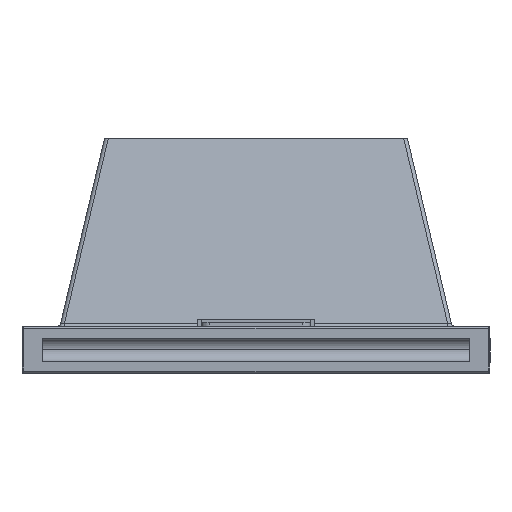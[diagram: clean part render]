
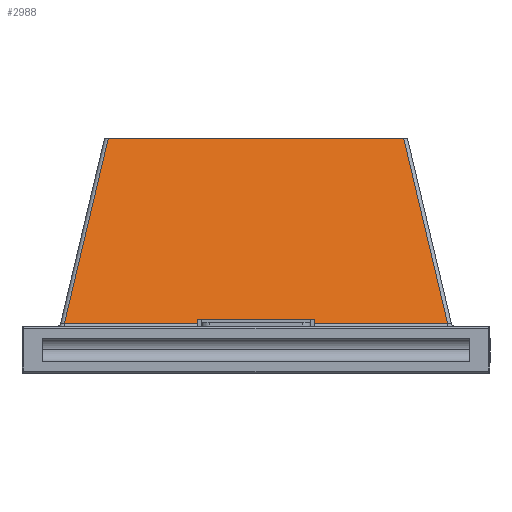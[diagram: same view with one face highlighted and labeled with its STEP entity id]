
A CAD part, top view. The second image highlights one B-rep face of the part: STEP entity #2988.
In plain terms, the highlighted planar face has unit normal (0, 0.231, 0.973).
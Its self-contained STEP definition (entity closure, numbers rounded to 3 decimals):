
#191 = ORIENTED_EDGE ( 'NONE', *, *, #6073, .T. ) ;
#414 = VERTEX_POINT ( 'NONE', #3635 ) ;
#448 = DIRECTION ( 'NONE',  ( -1., 0., 0. ) ) ;
#779 = EDGE_CURVE ( 'NONE', #2862, #4721, #1521, .T. ) ;
#899 = FACE_OUTER_BOUND ( 'NONE', #1725, .T. ) ;
#963 = PLANE ( 'NONE',  #2196 ) ;
#1001 = VECTOR ( 'NONE', #3880, 1000. ) ;
#1055 = VECTOR ( 'NONE', #4406, 1000. ) ;
#1313 = CARTESIAN_POINT ( 'NONE',  ( -15., 13.911, 50.047 ) ) ;
#1354 = VECTOR ( 'NONE', #448, 1000. ) ;
#1383 = LINE ( 'NONE', #5966, #3988 ) ;
#1479 = CARTESIAN_POINT ( 'NONE',  ( 0., 13.911, 50.047 ) ) ;
#1521 = LINE ( 'NONE', #1479, #1354 ) ;
#1582 = ORIENTED_EDGE ( 'NONE', *, *, #1994, .T. ) ;
#1667 = EDGE_CURVE ( 'NONE', #4135, #5942, #1826, .T. ) ;
#1725 = EDGE_LOOP ( 'NONE', ( #4566, #1980, #5529, #3486, #4837, #191, #1582, #4221 ) ) ;
#1826 = LINE ( 'NONE', #6220, #5802 ) ;
#1829 = CARTESIAN_POINT ( 'NONE',  ( 38.027, 60.5, 39. ) ) ;
#1980 = ORIENTED_EDGE ( 'NONE', *, *, #1667, .T. ) ;
#1994 = EDGE_CURVE ( 'NONE', #2344, #2034, #6509, .T. ) ;
#2034 = VERTEX_POINT ( 'NONE', #1829 ) ;
#2196 = AXIS2_PLACEMENT_3D ( 'NONE', #5125, #5627, #2531 ) ;
#2323 = CARTESIAN_POINT ( 'NONE',  ( 39., 60.5, 39. ) ) ;
#2344 = VERTEX_POINT ( 'NONE', #6113 ) ;
#2531 = DIRECTION ( 'NONE',  ( 0., -0.973, 0.231 ) ) ;
#2810 = CARTESIAN_POINT ( 'NONE',  ( -49.345, 12.769, 50.318 ) ) ;
#2820 = CARTESIAN_POINT ( 'NONE',  ( 47.029, 22.533, 48.002 ) ) ;
#2862 = VERTEX_POINT ( 'NONE', #4484 ) ;
#2873 = LINE ( 'NONE', #4506, #4113 ) ;
#2988 = ADVANCED_FACE ( 'NONE', ( #899 ), #963, .T. ) ;
#3035 = DIRECTION ( 'NONE',  ( -0.225, -0.948, 0.225 ) ) ;
#3061 = CARTESIAN_POINT ( 'NONE',  ( -38.027, 60.5, 39. ) ) ;
#3080 = EDGE_CURVE ( 'NONE', #414, #2862, #4557, .T. ) ;
#3486 = ORIENTED_EDGE ( 'NONE', *, *, #779, .F. ) ;
#3635 = CARTESIAN_POINT ( 'NONE',  ( 15., 12.769, 50.318 ) ) ;
#3658 = CARTESIAN_POINT ( 'NONE',  ( 15., 11.976, 50.506 ) ) ;
#3880 = DIRECTION ( 'NONE',  ( -0.225, 0.948, -0.225 ) ) ;
#3988 = VECTOR ( 'NONE', #6485, 1000. ) ;
#4113 = VECTOR ( 'NONE', #6700, 1000. ) ;
#4135 = VERTEX_POINT ( 'NONE', #2810 ) ;
#4174 = EDGE_CURVE ( 'NONE', #5942, #4721, #1383, .T. ) ;
#4180 = DIRECTION ( 'NONE',  ( 1., 0., 0. ) ) ;
#4221 = ORIENTED_EDGE ( 'NONE', *, *, #4651, .T. ) ;
#4392 = VECTOR ( 'NONE', #4686, 1000. ) ;
#4406 = DIRECTION ( 'NONE',  ( -1., 0., 0. ) ) ;
#4484 = CARTESIAN_POINT ( 'NONE',  ( 15., 13.911, 50.047 ) ) ;
#4506 = CARTESIAN_POINT ( 'NONE',  ( 50.5, 12.769, 50.318 ) ) ;
#4557 = LINE ( 'NONE', #3658, #4392 ) ;
#4566 = ORIENTED_EDGE ( 'NONE', *, *, #5393, .T. ) ;
#4651 = EDGE_CURVE ( 'NONE', #2034, #5572, #5353, .T. ) ;
#4686 = DIRECTION ( 'NONE',  ( 0., 0.973, -0.231 ) ) ;
#4721 = VERTEX_POINT ( 'NONE', #1313 ) ;
#4837 = ORIENTED_EDGE ( 'NONE', *, *, #3080, .F. ) ;
#4854 = VECTOR ( 'NONE', #3035, 1000. ) ;
#5125 = CARTESIAN_POINT ( 'NONE',  ( 0., 11.976, 50.506 ) ) ;
#5353 = LINE ( 'NONE', #2323, #1055 ) ;
#5393 = EDGE_CURVE ( 'NONE', #5572, #4135, #6225, .T. ) ;
#5529 = ORIENTED_EDGE ( 'NONE', *, *, #4174, .T. ) ;
#5572 = VERTEX_POINT ( 'NONE', #3061 ) ;
#5627 = DIRECTION ( 'NONE',  ( 0., 0.231, 0.973 ) ) ;
#5802 = VECTOR ( 'NONE', #4180, 1000. ) ;
#5924 = CARTESIAN_POINT ( 'NONE',  ( -15., 12.769, 50.318 ) ) ;
#5942 = VERTEX_POINT ( 'NONE', #5924 ) ;
#5966 = CARTESIAN_POINT ( 'NONE',  ( -15., 11.976, 50.506 ) ) ;
#6073 = EDGE_CURVE ( 'NONE', #414, #2344, #2873, .T. ) ;
#6113 = CARTESIAN_POINT ( 'NONE',  ( 49.345, 12.769, 50.318 ) ) ;
#6142 = CARTESIAN_POINT ( 'NONE',  ( -47.029, 22.533, 48.002 ) ) ;
#6220 = CARTESIAN_POINT ( 'NONE',  ( -15., 12.769, 50.318 ) ) ;
#6225 = LINE ( 'NONE', #6142, #4854 ) ;
#6485 = DIRECTION ( 'NONE',  ( 0., 0.973, -0.231 ) ) ;
#6509 = LINE ( 'NONE', #2820, #1001 ) ;
#6700 = DIRECTION ( 'NONE',  ( 1., 0., 0. ) ) ;
